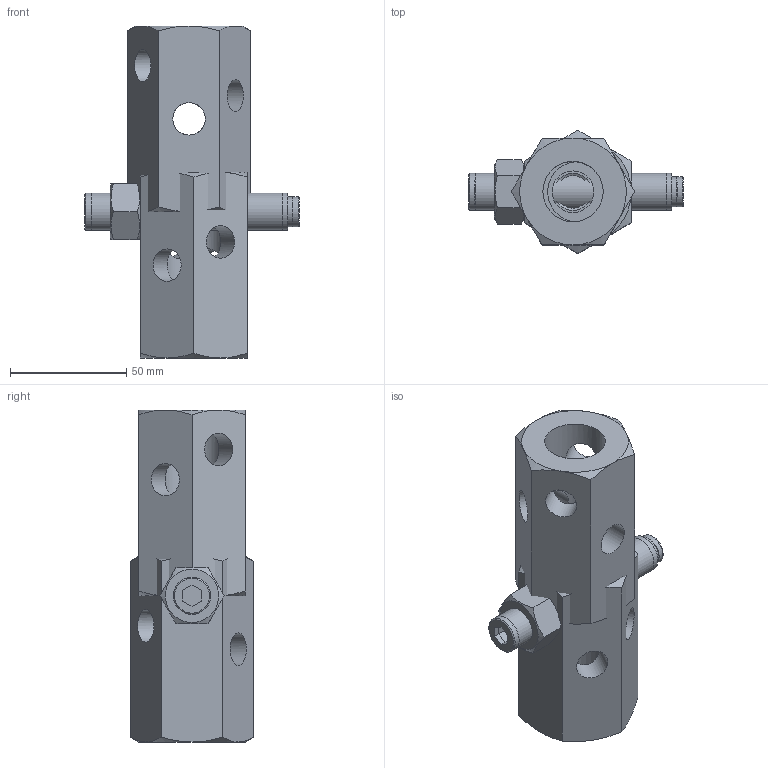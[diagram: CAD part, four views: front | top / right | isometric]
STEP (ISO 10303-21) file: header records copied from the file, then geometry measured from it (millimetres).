
FILE_DESCRIPTION( ( 'Unknown' ), '1' );
FILE_NAME( 'SU19-1690.stp', 'Unknown', ( 'Unknown' ), ( 'Unknown' ), 'XStep 1.0', 'Unknown', ' ' );
FILE_SCHEMA( ( 'CONFIG_CONTROL_DESIGN' ) );
Length unit declared in the file: millimetre
Products named in the file (4): Assem1; 1; 2; 3
Bounding box: 92.42 x 53.12 x 143 mm (x, y, z)
Volume: 238970.5 mm3; surface area: 61199.9 mm2
Topology: 6 solids, 6 shells, 160 faces, 362 edges, 218 vertices
Faces by surface type: cone 58, plane 54, cylinder 46, torus 2
Full cylindrical faces by diameter (mm): 13 x2, 14 x26, 16 x14, 18 x2, 26 x2
Entity records: 2854 total; most frequent: CARTESIAN_POINT 1124, DIRECTION 314, ORIENTED_EDGE 260, AXIS2_PLACEMENT_3D 142, EDGE_LOOP 140, EDGE_CURVE 130, FACE_OUTER_BOUND 104, VERTEX_POINT 100
